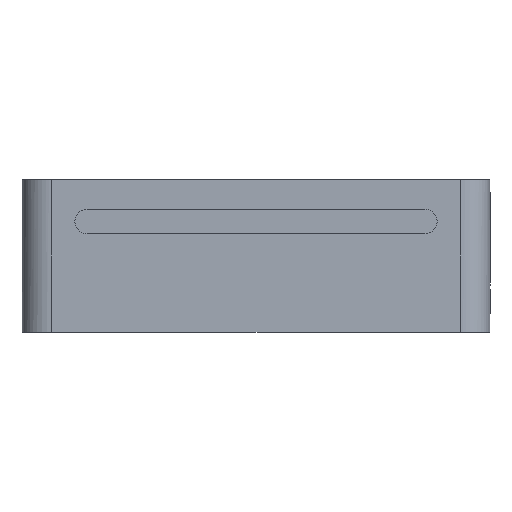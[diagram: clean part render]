
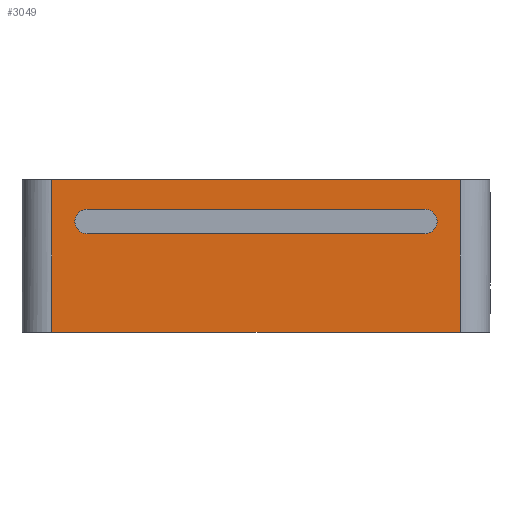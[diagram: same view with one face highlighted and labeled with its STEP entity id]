
A CAD part, left-side view. The second image highlights one B-rep face of the part: STEP entity #3049.
In plain terms, the highlighted free-form (B-spline) face has degree [1, 1] with [2, 2] control points.
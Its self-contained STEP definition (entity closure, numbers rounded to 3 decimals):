
#936 = VERTEX_POINT('',#937);
#937 = CARTESIAN_POINT('',(-65.236,55.2,
    41.149));
#943 = EDGE_CURVE('',#936,#944,#946,.T.);
#944 = VERTEX_POINT('',#945);
#945 = CARTESIAN_POINT('',(-65.236,-55.2,
    41.149));
#946 = B_SPLINE_CURVE_WITH_KNOTS('',1,(#947,#948),.UNSPECIFIED.,.F.,.F.,
  (2,2),(0.,110.),.PIECEWISE_BEZIER_KNOTS.);
#947 = CARTESIAN_POINT('',(-65.236,55.2,
    41.149));
#948 = CARTESIAN_POINT('',(-65.236,-55.2,
    41.149));
#2375 = EDGE_CURVE('',#2376,#944,#2378,.T.);
#2376 = VERTEX_POINT('',#2377);
#2377 = CARTESIAN_POINT('',(-65.236,-55.2,
    0.));
#2378 = B_SPLINE_CURVE_WITH_KNOTS('',1,(#2379,#2380),.UNSPECIFIED.,.F.,
  .F.,(2,2),(0.,41.),.PIECEWISE_BEZIER_KNOTS.);
#2379 = CARTESIAN_POINT('',(-65.236,-55.2,
    0.));
#2380 = CARTESIAN_POINT('',(-65.236,-55.2,
    41.149));
#2403 = EDGE_CURVE('',#2404,#2376,#2406,.T.);
#2404 = VERTEX_POINT('',#2405);
#2405 = CARTESIAN_POINT('',(-65.236,55.2,
    0.));
#2406 = B_SPLINE_CURVE_WITH_KNOTS('',1,(#2407,#2408),.UNSPECIFIED.,.F.,
  .F.,(2,2),(0.,110.),.PIECEWISE_BEZIER_KNOTS.);
#2407 = CARTESIAN_POINT('',(-65.236,55.2,0.));
#2408 = CARTESIAN_POINT('',(-65.236,-55.2,0.));
#3037 = EDGE_CURVE('',#2404,#936,#3038,.T.);
#3038 = B_SPLINE_CURVE_WITH_KNOTS('',1,(#3039,#3040),.UNSPECIFIED.,.F.,
  .F.,(2,2),(0.,41.),.PIECEWISE_BEZIER_KNOTS.);
#3039 = CARTESIAN_POINT('',(-65.236,55.2,
    0.));
#3040 = CARTESIAN_POINT('',(-65.236,55.2,
    41.149));
#3049 = ADVANCED_FACE('',(#3050,#3056),#3092,.T.);
#3050 = FACE_BOUND('',#3051,.T.);
#3051 = EDGE_LOOP('',(#3052,#3053,#3054,#3055));
#3052 = ORIENTED_EDGE('',*,*,#2375,.T.);
#3053 = ORIENTED_EDGE('',*,*,#943,.F.);
#3054 = ORIENTED_EDGE('',*,*,#3037,.F.);
#3055 = ORIENTED_EDGE('',*,*,#2403,.T.);
#3056 = FACE_BOUND('',#3057,.T.);
#3057 = EDGE_LOOP('',(#3058,#3070,#3077,#3087));
#3058 = ORIENTED_EDGE('',*,*,#3059,.T.);
#3059 = EDGE_CURVE('',#3060,#3062,#3064,.T.);
#3060 = VERTEX_POINT('',#3061);
#3061 = CARTESIAN_POINT('',(-65.236,-45.615,
    33.22));
#3062 = VERTEX_POINT('',#3063);
#3063 = CARTESIAN_POINT('',(-65.236,-45.615,
    26.596));
#3064 = ( BOUNDED_CURVE() B_SPLINE_CURVE(2,(#3065,#3066,#3067,#3068,
#3069),.UNSPECIFIED.,.F.,.F.) B_SPLINE_CURVE_WITH_KNOTS((3,2,3),(0.,
1.571,3.142),.PIECEWISE_BEZIER_KNOTS.) CURVE() 
GEOMETRIC_REPRESENTATION_ITEM() RATIONAL_B_SPLINE_CURVE((1.,
0.707,1.,0.707,1.)) REPRESENTATION_ITEM('') );
#3065 = CARTESIAN_POINT('',(-65.236,-45.615,
    33.22));
#3066 = CARTESIAN_POINT('',(-65.236,-48.927,
    33.22));
#3067 = CARTESIAN_POINT('',(-65.236,-48.927,
    29.908));
#3068 = CARTESIAN_POINT('',(-65.236,-48.927,
    26.596));
#3069 = CARTESIAN_POINT('',(-65.236,-45.615,
    26.596));
#3070 = ORIENTED_EDGE('',*,*,#3071,.T.);
#3071 = EDGE_CURVE('',#3062,#3072,#3074,.T.);
#3072 = VERTEX_POINT('',#3073);
#3073 = CARTESIAN_POINT('',(-65.236,45.615,
    26.596));
#3074 = B_SPLINE_CURVE_WITH_KNOTS('',1,(#3075,#3076),.UNSPECIFIED.,.F.,
  .F.,(2,2),(0.,90.9),.PIECEWISE_BEZIER_KNOTS.);
#3075 = CARTESIAN_POINT('',(-65.236,-45.615,
    26.596));
#3076 = CARTESIAN_POINT('',(-65.236,45.615,
    26.596));
#3077 = ORIENTED_EDGE('',*,*,#3078,.T.);
#3078 = EDGE_CURVE('',#3072,#3079,#3081,.T.);
#3079 = VERTEX_POINT('',#3080);
#3080 = CARTESIAN_POINT('',(-65.236,45.615,
    33.22));
#3081 = ( BOUNDED_CURVE() B_SPLINE_CURVE(2,(#3082,#3083,#3084,#3085,
#3086),.UNSPECIFIED.,.F.,.F.) B_SPLINE_CURVE_WITH_KNOTS((3,2,3),(0.,
1.571,3.142),.PIECEWISE_BEZIER_KNOTS.) CURVE() 
GEOMETRIC_REPRESENTATION_ITEM() RATIONAL_B_SPLINE_CURVE((1.,
0.707,1.,0.707,1.)) REPRESENTATION_ITEM('') );
#3082 = CARTESIAN_POINT('',(-65.236,45.615,
    26.596));
#3083 = CARTESIAN_POINT('',(-65.236,48.927,
    26.596));
#3084 = CARTESIAN_POINT('',(-65.236,48.927,
    29.908));
#3085 = CARTESIAN_POINT('',(-65.236,48.927,
    33.22));
#3086 = CARTESIAN_POINT('',(-65.236,45.615,
    33.22));
#3087 = ORIENTED_EDGE('',*,*,#3088,.T.);
#3088 = EDGE_CURVE('',#3079,#3060,#3089,.T.);
#3089 = B_SPLINE_CURVE_WITH_KNOTS('',1,(#3090,#3091),.UNSPECIFIED.,.F.,
  .F.,(2,2),(0.,90.9),.PIECEWISE_BEZIER_KNOTS.);
#3090 = CARTESIAN_POINT('',(-65.236,45.615,
    33.22));
#3091 = CARTESIAN_POINT('',(-65.236,-45.615,
    33.22));
#3092 = B_SPLINE_SURFACE_WITH_KNOTS('',1,1,(
    (#3093,#3094)
    ,(#3095,#3096
    )),.UNSPECIFIED.,.F.,.F.,.F.,(2,2),(2,2),(8.,118.),(0.,41.),
  .PIECEWISE_BEZIER_KNOTS.);
#3093 = CARTESIAN_POINT('',(-65.236,55.2,0.));
#3094 = CARTESIAN_POINT('',(-65.236,55.2,
    41.149));
#3095 = CARTESIAN_POINT('',(-65.236,-55.2,0.));
#3096 = CARTESIAN_POINT('',(-65.236,-55.2,
    41.149));
